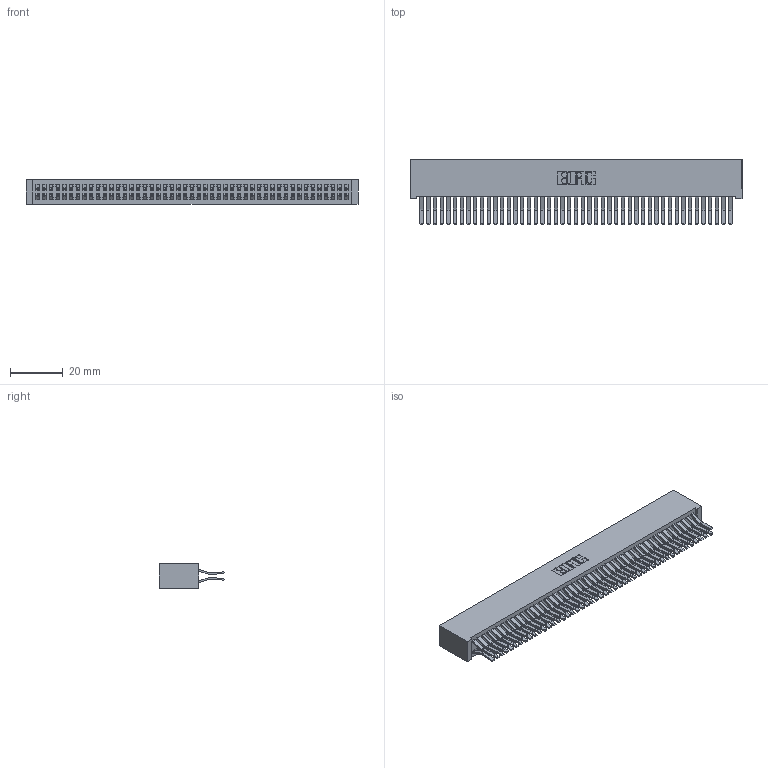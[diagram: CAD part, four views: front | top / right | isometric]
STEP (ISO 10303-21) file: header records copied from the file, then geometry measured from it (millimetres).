
FILE_DESCRIPTION (( 'STEP AP203' ), '1' );
FILE_NAME ('392-094-560-201.STEP', '2018-08-18T09:25:32', ( '' ), ( '' ), 'SwSTEP 2.0', 'SolidWorks 2016', '' );
FILE_SCHEMA (( 'CONFIG_CONTROL_DESIGN' ));
Length unit declared in the file: inch
Products named in the file (3): 342 Part_Lugless; 345-292-001_560 Tail; 392-094-560-201
Assembly tree (95 placements, depth 2):
  392-094-560-201
    342 Part_Lugless
    345-292-001_560 Tail  x94
Bounding box: 125.63 x 24.78 x 9.4 mm (x, y, z)
Volume: 12368 mm3; surface area: 22181.3 mm2
Topology: 95 solids, 95 shells, 5178 faces, 15409 edges, 10146 vertices
Faces by surface type: plane 3446, cylinder 1732
Entity records: 29269 total; most frequent: CARTESIAN_POINT 4842, ORIENTED_EDGE 4778, DIRECTION 4125, EDGE_CURVE 2389, VECTOR 2265, LINE 2265, VERTEX_POINT 1590, AXIS2_PLACEMENT_3D 930
